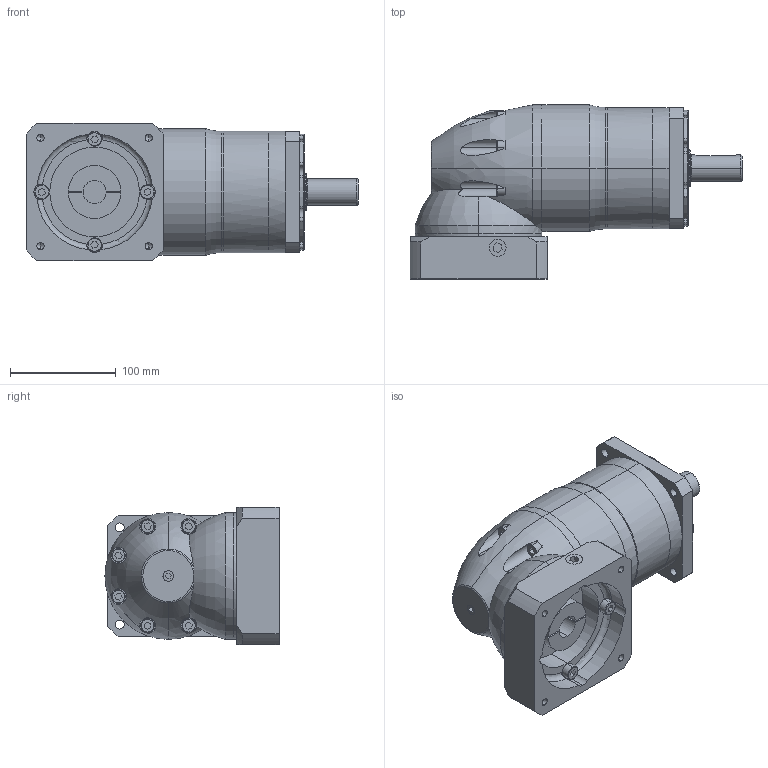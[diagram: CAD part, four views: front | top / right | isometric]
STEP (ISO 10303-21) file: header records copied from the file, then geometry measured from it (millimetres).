
FILE_DESCRIPTION (( 'STEP AP203' ), '1' );
FILE_NAME ('PZF115A-L3(22-55 110-5 4-9-145).STEP', '2022-06-10T00:25:04', ( '' ), ( '' ), 'SwSTEP 2.0', 'SolidWorks 2021', '' );
FILE_SCHEMA (( 'CONFIG_CONTROL_DESIGN' ));
Length unit declared in the file: millimetre
Products named in the file (1): PZF115A-L3(22-55 110-5 4-9-145)
Bounding box: 314.5 x 165 x 130 mm (x, y, z)
Volume: 2989494.4 mm3; surface area: 192135.2 mm2
Topology: 1 solids, 1 shells, 511 faces, 1231 edges, 777 vertices
Faces by surface type: plane 219, cylinder 172, torus 104, cone 16
Entity records: 15854 total; most frequent: CARTESIAN_POINT 3501, DIRECTION 2745, ORIENTED_EDGE 2442, EDGE_CURVE 1221, AXIS2_PLACEMENT_3D 1067, VERTEX_POINT 777, VECTOR 611, LINE 611
